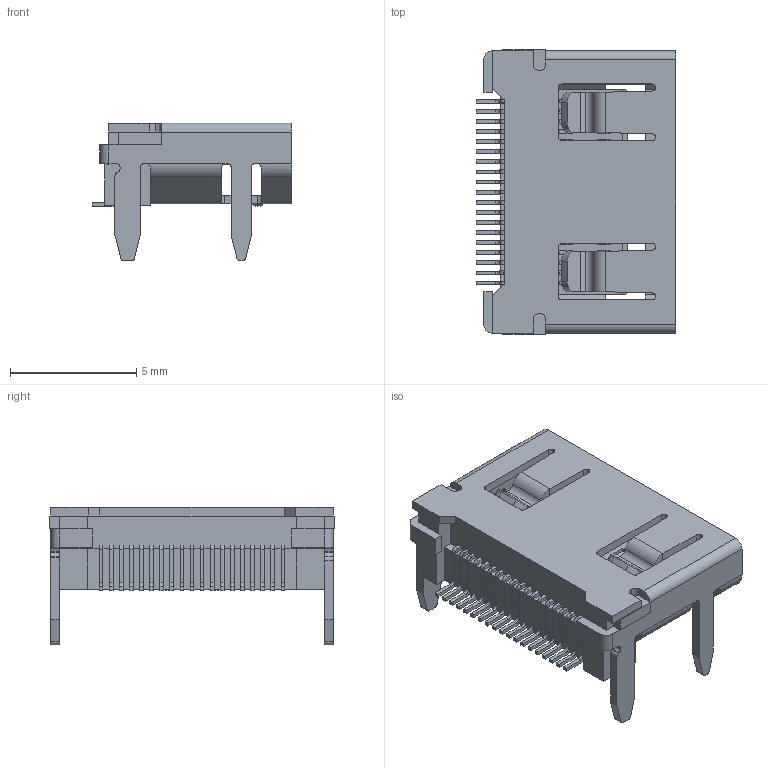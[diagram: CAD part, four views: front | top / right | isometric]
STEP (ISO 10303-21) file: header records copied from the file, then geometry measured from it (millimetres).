
FILE_DESCRIPTION(('STEP AP242'),'1');
FILE_NAME('685119136923.stp','2019-06-01T15:02:21',('TraceParts'),('TraceParts S.A.'),'Spatial InterOp 3D',' ',' ');
FILE_SCHEMA(('AP242_MANAGED_MODEL_BASED_3D_ENGINEERING_MIM_LF {1 0 10303 442 1 1 4}'));
Length unit declared in the file: millimetre
Products named in the file (1): 685119136923_1
Bounding box: 7.9 x 11.25 x 5.45 mm (x, y, z)
Volume: 125.9 mm3; surface area: 737.2 mm2
Topology: 22 solids, 22 shells, 842 faces, 2523 edges, 1650 vertices
Faces by surface type: plane 671, cylinder 157, bspline 14
Entity records: 35341 total; most frequent: CARTESIAN_POINT 5427, ORIENTED_EDGE 5046, DIRECTION 4533, EDGE_CURVE 2523, LINE 2173, VECTOR 2173, VERTEX_POINT 1650, AXIS2_PLACEMENT_3D 1180
